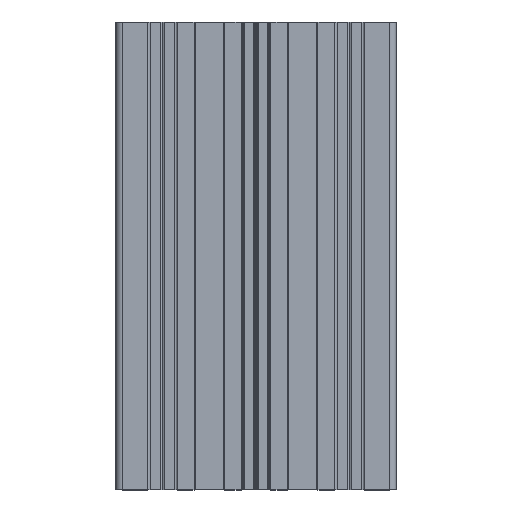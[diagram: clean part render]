
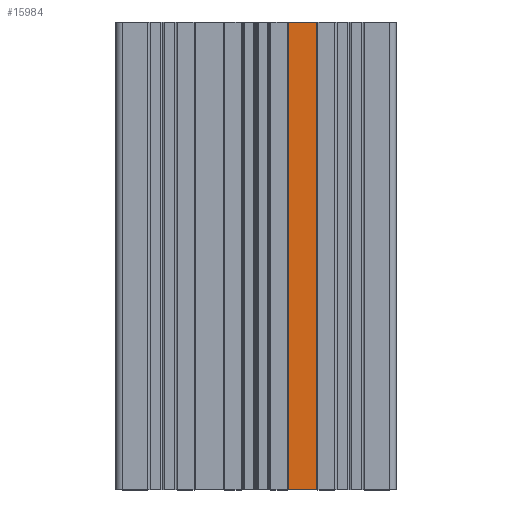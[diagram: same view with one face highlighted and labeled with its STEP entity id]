
A CAD part, top view. The second image highlights one B-rep face of the part: STEP entity #15984.
In plain terms, the highlighted planar face has unit normal (0, 0, 1).
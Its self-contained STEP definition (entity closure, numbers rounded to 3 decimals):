
#378=PLANE('',#17486);
#1138=FACE_OUTER_BOUND('',#1940,.T.);
#1940=EDGE_LOOP('',(#12839,#12840,#12841,#12842));
#3443=LINE('',#26539,#5079);
#3445=LINE('',#26543,#5081);
#3446=LINE('',#26545,#5082);
#3447=LINE('',#26546,#5083);
#5079=VECTOR('',#21769,10.);
#5081=VECTOR('',#21773,10.);
#5082=VECTOR('',#21774,10.);
#5083=VECTOR('',#21775,10.);
#7481=VERTEX_POINT('',#26536);
#7482=VERTEX_POINT('',#26538);
#7483=VERTEX_POINT('',#26542);
#7484=VERTEX_POINT('',#26544);
#9759=EDGE_CURVE('',#7481,#7482,#3443,.T.);
#9761=EDGE_CURVE('',#7481,#7483,#3445,.T.);
#9762=EDGE_CURVE('',#7483,#7484,#3446,.T.);
#9763=EDGE_CURVE('',#7482,#7484,#3447,.T.);
#12839=ORIENTED_EDGE('',*,*,#9761,.T.);
#12840=ORIENTED_EDGE('',*,*,#9762,.T.);
#12841=ORIENTED_EDGE('',*,*,#9763,.F.);
#12842=ORIENTED_EDGE('',*,*,#9759,.F.);
#15984=ADVANCED_FACE('',(#1138),#378,.T.);
#17486=AXIS2_PLACEMENT_3D('',#26541,#21771,#21772);
#21769=DIRECTION('',(0.,-1.,0.));
#21771=DIRECTION('center_axis',(0.,0.,1.));
#21772=DIRECTION('ref_axis',(1.,0.,0.));
#21773=DIRECTION('',(-1.,0.,0.));
#21774=DIRECTION('',(0.,-1.,0.));
#21775=DIRECTION('',(-1.,0.,0.));
#26536=CARTESIAN_POINT('',(26.,200.,39.));
#26538=CARTESIAN_POINT('',(26.,0.,39.));
#26539=CARTESIAN_POINT('',(26.,0.,39.));
#26541=CARTESIAN_POINT('Origin',(14.,0.,39.));
#26542=CARTESIAN_POINT('',(14.,200.,39.));
#26543=CARTESIAN_POINT('',(7.,200.,39.));
#26544=CARTESIAN_POINT('',(14.,0.,39.));
#26545=CARTESIAN_POINT('',(14.,0.,39.));
#26546=CARTESIAN_POINT('',(7.,0.,39.));
